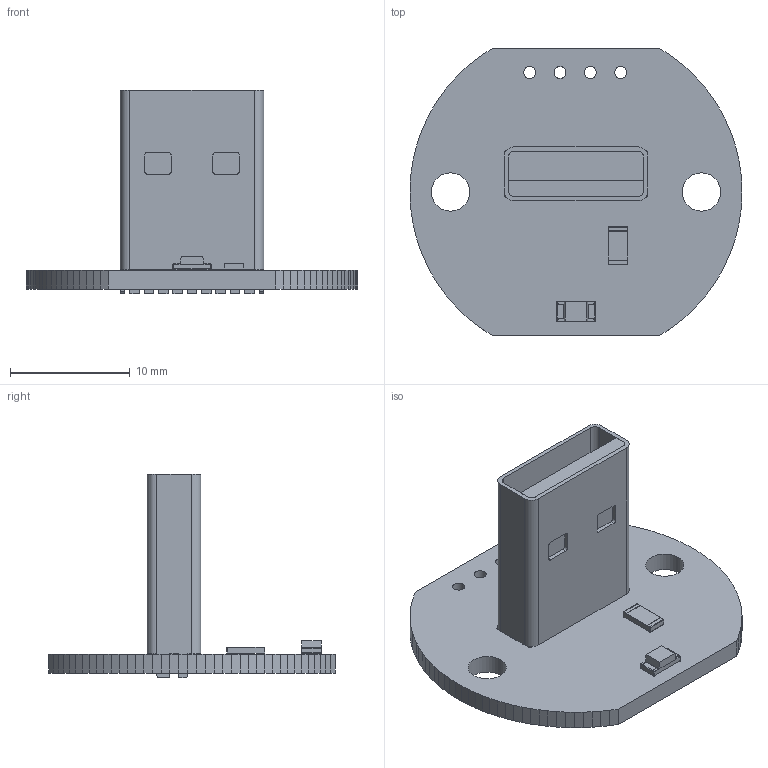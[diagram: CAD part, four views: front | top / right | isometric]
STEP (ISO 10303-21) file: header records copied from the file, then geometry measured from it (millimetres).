
FILE_DESCRIPTION(('KiCad electronic assembly'),'2;1');
FILE_NAME('BatteryAdaptator-2024.step','2023-10-08T23:50:16',('Pcbnew'), ('Kicad'),'Open CASCADE STEP processor 7.6','KiCad to STEP converter', 'Unknown');
FILE_SCHEMA(('AUTOMOTIVE_DESIGN { 1 0 10303 214 1 1 1 1 }'));
Length unit declared in the file: millimetre
Products named in the file (8): BatteryAdaptator-2024 1; R_1206_3216Metric; SOLID; USB_A_3_Vertical-USB A 3.0 Vertical; COMPOUND; LED_1206_3216Metric; BatteryAdaptator-2024 PCB
Assembly tree (7 placements, depth 3):
  BatteryAdaptator-2024 1
    R_1206_3216Metric
      SOLID
    USB_A_3_Vertical-USB A 3.0 Vertical
      COMPOUND
    LED_1206_3216Metric
      SOLID
    BatteryAdaptator-2024 PCB
Bounding box: 27.77 x 24 x 17 mm (x, y, z)
Volume: 1455.8 mm3; surface area: 2838.8 mm2
Topology: 14 solids, 14 shells, 344 faces, 934 edges, 618 vertices
Faces by surface type: plane 277, cylinder 67
Full cylindrical faces by diameter (mm): 0.85 x9, 1 x4, 3.2 x2
Entity records: 23867 total; most frequent: CARTESIAN_POINT 4228, DIRECTION 3564, LINE 2534, VECTOR 2534, ORIENTED_EDGE 1868, PCURVE 1868, DEFINITIONAL_REPRESENTATION 1868, EDGE_CURVE 934
